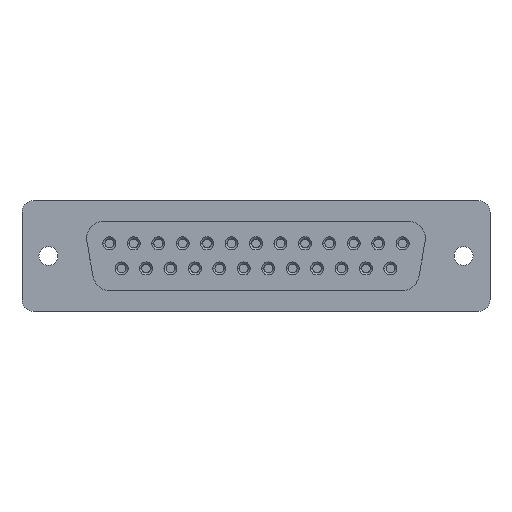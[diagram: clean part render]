
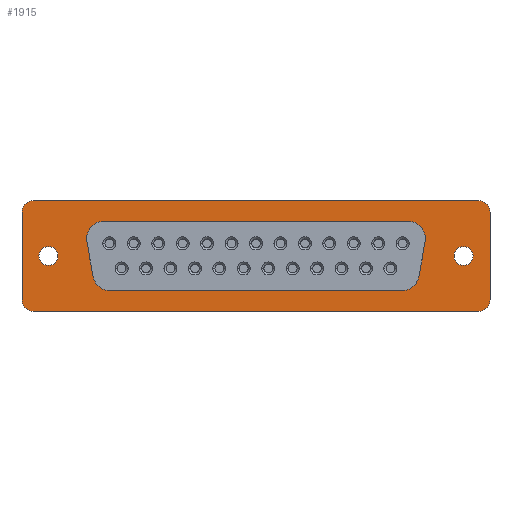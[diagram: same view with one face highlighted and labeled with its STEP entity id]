
A CAD part, top view. The second image highlights one B-rep face of the part: STEP entity #1915.
In plain terms, the highlighted planar face has unit normal (0, 0, 1).
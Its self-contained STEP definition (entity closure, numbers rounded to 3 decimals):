
#1453=EDGE_CURVE('',#1641,#1479,#4260,.T.);
#1479=VERTEX_POINT('',#4291);
#1481=EDGE_CURVE('',#1899,#2469,#4293,.T.);
#1601=EDGE_CURVE('',#3465,#3817,#4426,.T.);
#1611=EDGE_CURVE('',#3189,#3899,#4437,.T.);
#1641=VERTEX_POINT('',#4471);
#1651=VERTEX_POINT('',#4482);
#1899=VERTEX_POINT('',#4753);
#1915=ADVANCED_FACE('',(#4770,#4771,#4772,#4773),#4774,.T.);
#1939=EDGE_CURVE('',#3437,#3925,#4799,.T.);
#1947=EDGE_CURVE('',#3925,#2687,#4808,.T.);
#2011=VERTEX_POINT('',#4880);
#2097=VERTEX_POINT('',#4981);
#2213=EDGE_CURVE('',#3967,#2511,#5112,.T.);
#2407=VERTEX_POINT('',#5332);
#2469=VERTEX_POINT('',#5406);
#2511=VERTEX_POINT('',#5452);
#2599=EDGE_CURVE('',#2511,#3827,#5556,.T.);
#2611=EDGE_CURVE('',#3899,#1899,#5571,.T.);
#2613=EDGE_CURVE('',#3469,#2407,#5573,.T.);
#2687=VERTEX_POINT('',#5655);
#2751=EDGE_CURVE('',#2469,#2097,#5727,.T.);
#2939=EDGE_CURVE('',#2097,#3967,#5933,.T.);
#2941=VERTEX_POINT('',#5935);
#2991=EDGE_CURVE('',#3357,#1651,#5991,.T.);
#3037=EDGE_CURVE('',#3827,#3357,#6041,.T.);
#3119=EDGE_CURVE('',#3565,#3465,#6132,.T.);
#3165=EDGE_CURVE('',#1479,#1641,#6184,.T.);
#3189=VERTEX_POINT('',#6209);
#3291=EDGE_CURVE('',#2941,#3437,#6331,.T.);
#3357=VERTEX_POINT('',#6407);
#3437=VERTEX_POINT('',#6493);
#3465=VERTEX_POINT('',#6523);
#3469=VERTEX_POINT('',#6529);
#3485=EDGE_CURVE('',#2407,#3469,#6546,.T.);
#3565=VERTEX_POINT('',#6665);
#3625=EDGE_CURVE('',#3817,#2941,#6733,.T.);
#3795=EDGE_CURVE('',#2687,#2011,#6946,.T.);
#3817=VERTEX_POINT('',#6969);
#3827=VERTEX_POINT('',#6980);
#3831=EDGE_CURVE('',#2011,#3565,#6984,.T.);
#3899=VERTEX_POINT('',#7054);
#3925=VERTEX_POINT('',#7083);
#3967=VERTEX_POINT('',#7134);
#4151=EDGE_CURVE('',#1651,#3189,#7341,.T.);
#4260=CIRCLE('',#7484,1.078);
#4291=CARTESIAN_POINT('',(-23.52,-1.078,0.));
#4293=CIRCLE('',#7527,2.0);
#4426=CIRCLE('',#7698,1.3);
#4437=CIRCLE('',#7715,2.0);
#4471=CARTESIAN_POINT('',(-23.52,1.078,0.));
#4482=CARTESIAN_POINT('',(19.16,1.603,0.));
#4753=CARTESIAN_POINT('',(-16.502,-3.95,0.));
#4770=FACE_OUTER_BOUND('',#8166,.T.);
#4771=FACE_BOUND('',#8167,.T.);
#4772=FACE_BOUND('',#8168,.T.);
#4773=FACE_BOUND('',#8169,.T.);
#4774=PLANE('',#8170);
#4799=LINE('',#8205,#8206);
#4808=CIRCLE('',#8217,1.3);
#4880=CARTESIAN_POINT('',(-26.52,4.975,0.));
#4981=CARTESIAN_POINT('',(-19.16,1.603,0.));
#5112=CIRCLE('',#8611,2.0);
#5332=CARTESIAN_POINT('',(23.52,-1.078,0.));
#5406=CARTESIAN_POINT('',(-18.472,-2.297,0.));
#5452=CARTESIAN_POINT('',(-17.19,3.95,0.));
#5556=LINE('',#9185,#9186);
#5571=LINE('',#9204,#9205);
#5573=CIRCLE('',#9208,1.078);
#5655=CARTESIAN_POINT('',(-26.52,-4.975,0.));
#5727=LINE('',#9411,#9412);
#5933=CIRCLE('',#9679,2.0);
#5935=CARTESIAN_POINT('',(26.52,-4.975,0.));
#5991=CIRCLE('',#9752,2.0);
#6041=CIRCLE('',#9820,2.0);
#6132=LINE('',#9951,#9952);
#6184=CIRCLE('',#10020,1.078);
#6209=CARTESIAN_POINT('',(18.472,-2.297,0.));
#6331=CIRCLE('',#10211,1.3);
#6407=CARTESIAN_POINT('',(19.19,1.95,0.));
#6493=CARTESIAN_POINT('',(25.22,-6.275,0.));
#6523=CARTESIAN_POINT('',(25.22,6.275,0.));
#6529=CARTESIAN_POINT('',(23.52,1.078,0.));
#6546=CIRCLE('',#10495,1.078);
#6665=CARTESIAN_POINT('',(-25.22,6.275,0.));
#6733=LINE('',#10746,#10747);
#6946=LINE('',#11009,#11010);
#6969=CARTESIAN_POINT('',(26.52,4.975,0.));
#6980=CARTESIAN_POINT('',(17.19,3.95,0.));
#6984=CIRCLE('',#11061,1.3);
#7054=CARTESIAN_POINT('',(16.502,-3.95,0.));
#7083=CARTESIAN_POINT('',(-25.22,-6.275,0.));
#7134=CARTESIAN_POINT('',(-19.19,1.95,0.));
#7341=LINE('',#11528,#11529);
#7484=AXIS2_PLACEMENT_3D('',#11660,#11661,#11662);
#7527=AXIS2_PLACEMENT_3D('',#11708,#11709,#11710);
#7698=AXIS2_PLACEMENT_3D('',#11871,#11872,#11873);
#7715=AXIS2_PLACEMENT_3D('',#11887,#11888,#11889);
#8166=EDGE_LOOP('',(#12261,#12262,#12263,#12264,#12265,#12266,#12267,#12268));
#8167=EDGE_LOOP('',(#12269,#12270));
#8168=EDGE_LOOP('',(#12271,#12272));
#8169=EDGE_LOOP('',(#12273,#12274,#12275,#12276,#12277,#12278,#12279,#12280,#12281,#12282));
#8170=AXIS2_PLACEMENT_3D('',#12283,#12284,#12285);
#8205=CARTESIAN_POINT('',(-25.22,-6.275,0.));
#8206=VECTOR('',#12311,1.0);
#8217=AXIS2_PLACEMENT_3D('',#12323,#12324,#12325);
#8611=AXIS2_PLACEMENT_3D('',#12735,#12736,#12737);
#9185=CARTESIAN_POINT('',(-8.595,3.95,0.));
#9186=VECTOR('',#13309,1.0);
#9204=CARTESIAN_POINT('',(8.251,-3.95,0.));
#9205=VECTOR('',#13338,1.0);
#9208=AXIS2_PLACEMENT_3D('',#13339,#13340,#13341);
#9411=CARTESIAN_POINT('',(-18.39,-2.763,0.));
#9412=VECTOR('',#13557,1.0);
#9679=AXIS2_PLACEMENT_3D('',#13785,#13786,#13787);
#9752=AXIS2_PLACEMENT_3D('',#13850,#13851,#13852);
#9820=AXIS2_PLACEMENT_3D('',#13906,#13907,#13908);
#9951=CARTESIAN_POINT('',(25.22,6.275,0.));
#9952=VECTOR('',#14036,1.0);
#10020=AXIS2_PLACEMENT_3D('',#14100,#14101,#14102);
#10211=AXIS2_PLACEMENT_3D('',#14301,#14302,#14303);
#10495=AXIS2_PLACEMENT_3D('',#14551,#14552,#14553);
#10746=CARTESIAN_POINT('',(26.52,-4.975,0.));
#10747=VECTOR('',#14813,1.0);
#11009=CARTESIAN_POINT('',(-26.52,4.975,0.));
#11010=VECTOR('',#15064,1.0);
#11061=AXIS2_PLACEMENT_3D('',#15097,#15098,#15099);
#11528=CARTESIAN_POINT('',(18.734,-0.813,0.));
#11529=VECTOR('',#15522,1.0);
#11660=CARTESIAN_POINT('',(-23.52,0.0,0.));
#11661=DIRECTION('',(0.0,0.0,-1.0));
#11662=DIRECTION('',(0.0,1.0,0.0));
#11708=CARTESIAN_POINT('',(-16.502,-1.95,0.));
#11709=DIRECTION('',(0.0,0.0,-1.0));
#11710=DIRECTION('',(1.0,0.0,0.0));
#11871=CARTESIAN_POINT('',(25.22,4.975,0.));
#11872=DIRECTION('',(0.0,0.0,-1.0));
#11873=DIRECTION('',(1.0,0.0,0.0));
#11887=CARTESIAN_POINT('',(16.502,-1.95,0.));
#11888=DIRECTION('',(0.0,0.0,-1.0));
#11889=DIRECTION('',(1.0,0.0,0.0));
#12261=ORIENTED_EDGE('',*,*,#1947,.F.);
#12262=ORIENTED_EDGE('',*,*,#1939,.F.);
#12263=ORIENTED_EDGE('',*,*,#3291,.F.);
#12264=ORIENTED_EDGE('',*,*,#3625,.F.);
#12265=ORIENTED_EDGE('',*,*,#1601,.F.);
#12266=ORIENTED_EDGE('',*,*,#3119,.F.);
#12267=ORIENTED_EDGE('',*,*,#3831,.F.);
#12268=ORIENTED_EDGE('',*,*,#3795,.F.);
#12269=ORIENTED_EDGE('',*,*,#3485,.T.);
#12270=ORIENTED_EDGE('',*,*,#2613,.T.);
#12271=ORIENTED_EDGE('',*,*,#3165,.T.);
#12272=ORIENTED_EDGE('',*,*,#1453,.T.);
#12273=ORIENTED_EDGE('',*,*,#1481,.T.);
#12274=ORIENTED_EDGE('',*,*,#2751,.T.);
#12275=ORIENTED_EDGE('',*,*,#2939,.T.);
#12276=ORIENTED_EDGE('',*,*,#2213,.T.);
#12277=ORIENTED_EDGE('',*,*,#2599,.T.);
#12278=ORIENTED_EDGE('',*,*,#3037,.T.);
#12279=ORIENTED_EDGE('',*,*,#2991,.T.);
#12280=ORIENTED_EDGE('',*,*,#4151,.T.);
#12281=ORIENTED_EDGE('',*,*,#1611,.T.);
#12282=ORIENTED_EDGE('',*,*,#2611,.T.);
#12283=CARTESIAN_POINT('',(0.,0.,0.));
#12284=DIRECTION('',(0.0,0.0,1.0));
#12285=DIRECTION('',(1.0,-0.0,0.0));
#12311=DIRECTION('',(-1.0,-0.0,-0.0));
#12323=CARTESIAN_POINT('',(-25.22,-4.975,0.));
#12324=DIRECTION('',(0.0,0.0,-1.0));
#12325=DIRECTION('',(1.0,0.0,0.0));
#12735=CARTESIAN_POINT('',(-17.19,1.95,0.));
#12736=DIRECTION('',(0.0,0.0,-1.0));
#12737=DIRECTION('',(1.0,0.0,0.0));
#13309=DIRECTION('',(1.0,0.0,0.0));
#13338=DIRECTION('',(-1.0,0.0,0.0));
#13339=CARTESIAN_POINT('',(23.52,0.0,0.));
#13340=DIRECTION('',(0.0,0.0,-1.0));
#13341=DIRECTION('',(0.0,1.0,0.0));
#13557=DIRECTION('',(-0.174,0.985,0.0));
#13785=CARTESIAN_POINT('',(-17.19,1.95,0.));
#13786=DIRECTION('',(0.0,0.0,-1.0));
#13787=DIRECTION('',(1.0,0.0,0.0));
#13850=CARTESIAN_POINT('',(17.19,1.95,0.));
#13851=DIRECTION('',(0.0,0.0,-1.0));
#13852=DIRECTION('',(1.0,0.0,0.0));
#13906=CARTESIAN_POINT('',(17.19,1.95,0.));
#13907=DIRECTION('',(0.0,0.0,-1.0));
#13908=DIRECTION('',(1.0,0.0,0.0));
#14036=DIRECTION('',(1.0,0.,0.0));
#14100=CARTESIAN_POINT('',(-23.52,0.0,0.));
#14101=DIRECTION('',(0.0,0.0,-1.0));
#14102=DIRECTION('',(0.0,1.0,0.0));
#14301=CARTESIAN_POINT('',(25.22,-4.975,0.));
#14302=DIRECTION('',(0.0,0.0,-1.0));
#14303=DIRECTION('',(1.0,0.0,0.0));
#14551=CARTESIAN_POINT('',(23.52,0.0,0.));
#14552=DIRECTION('',(0.0,0.0,-1.0));
#14553=DIRECTION('',(0.0,1.0,0.0));
#14813=DIRECTION('',(-0.0,-1.0,-0.0));
#15064=DIRECTION('',(0.0,1.0,0.0));
#15097=CARTESIAN_POINT('',(-25.22,4.975,0.));
#15098=DIRECTION('',(0.0,0.0,-1.0));
#15099=DIRECTION('',(1.0,0.0,0.0));
#15522=DIRECTION('',(-0.174,-0.985,0.0));
